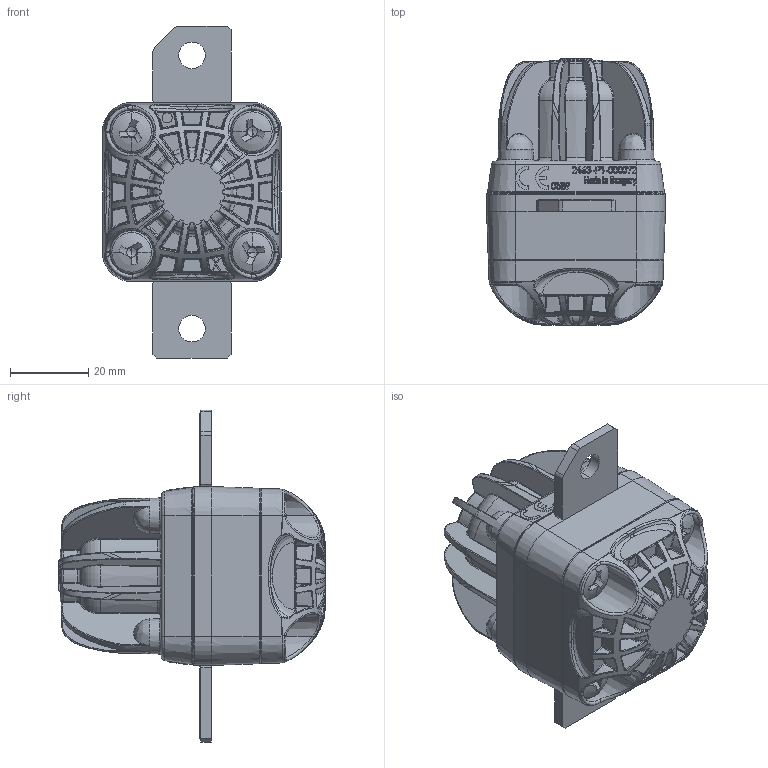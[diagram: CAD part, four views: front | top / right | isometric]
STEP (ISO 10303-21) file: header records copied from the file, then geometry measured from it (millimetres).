
FILE_DESCRIPTION((''),'2;1');
FILE_NAME('77200754_KZ_PRT','2022-01-11T13:16:12',('SVC-Windchill'),(''),'CREO PARAMETRIC BY PTC INC, 2018500','CREO PARAMETRIC BY PTC INC, 2018500','');
FILE_SCHEMA(('AP242_MANAGED_MODEL_BASED_3D_ENGINEERING_MIM_LF { 1 0 10303 442 1 1 4 }'));
Products named in the file (1): 77200754_KZ_PRT
Bounding box: 45.8 x 68.15 x 85 mm (x, y, z)
Volume: 91931.8 mm3; surface area: 23057.9 mm2
Topology: 1 solids, 6 shells, 4282 faces, 11114 edges, 6986 vertices
Faces by surface type: plane 1278, extrusion 1241, bspline 949, cylinder 328, torus 229, cone 167, sphere 90
Entity records: 267909 total; most frequent: CARTESIAN_POINT 107318, ORIENTED_EDGE 22208, PRESENTATION_STYLE_ASSIGNMENT 16605, DIRECTION 13988, STYLED_ITEM 12350, CURVE_STYLE 12347, EDGE_CURVE 11104, VERTEX_POINT 6986
